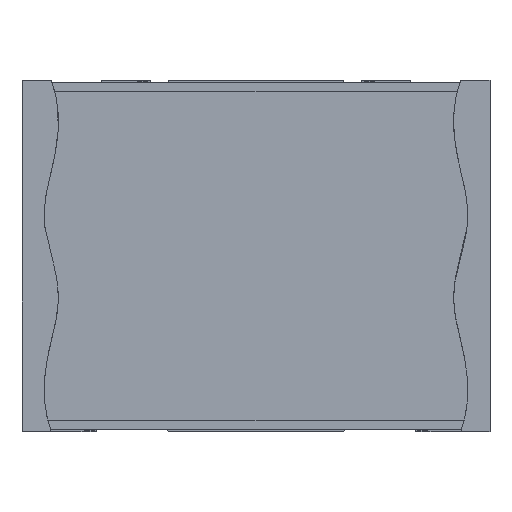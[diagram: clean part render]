
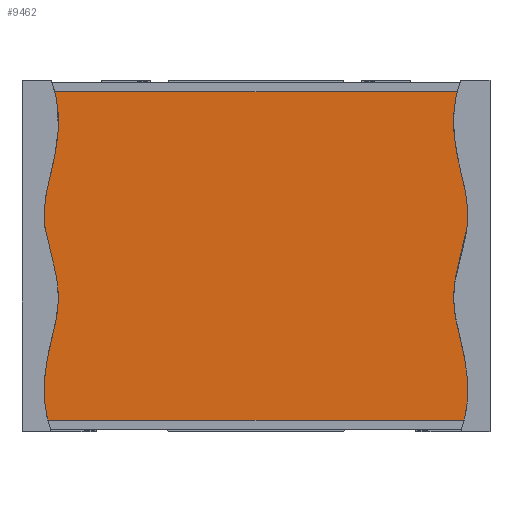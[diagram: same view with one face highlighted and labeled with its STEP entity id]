
A CAD part, top view. The second image highlights one B-rep face of the part: STEP entity #9462.
In plain terms, the highlighted planar face has unit normal (0, 0, 1).
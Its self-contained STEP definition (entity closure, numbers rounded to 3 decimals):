
#545=PLANE('',#10045);
#961=FACE_OUTER_BOUND('',#1484,.T.);
#1484=EDGE_LOOP('',(#7234,#7235,#7236,#7237));
#2251=LINE('',#14047,#3392);
#2252=LINE('',#14049,#3393);
#2253=LINE('',#14051,#3394);
#2254=LINE('',#14052,#3395);
#3392=VECTOR('',#11274,10.);
#3393=VECTOR('',#11275,10.);
#3394=VECTOR('',#11276,10.);
#3395=VECTOR('',#11277,10.);
#4502=VERTEX_POINT('',#14045);
#4503=VERTEX_POINT('',#14046);
#4504=VERTEX_POINT('',#14048);
#4505=VERTEX_POINT('',#14050);
#5523=EDGE_CURVE('',#4502,#4503,#2251,.T.);
#5524=EDGE_CURVE('',#4502,#4504,#2252,.F.);
#5525=EDGE_CURVE('',#4505,#4504,#2253,.T.);
#5526=EDGE_CURVE('',#4505,#4503,#2254,.T.);
#7234=ORIENTED_EDGE('',*,*,#5523,.F.);
#7235=ORIENTED_EDGE('',*,*,#5524,.T.);
#7236=ORIENTED_EDGE('',*,*,#5525,.F.);
#7237=ORIENTED_EDGE('',*,*,#5526,.T.);
#9462=ADVANCED_FACE('',(#961),#545,.F.);
#10045=AXIS2_PLACEMENT_3D('',#14044,#11272,#11273);
#11272=DIRECTION('center_axis',(0.,0.,-1.));
#11273=DIRECTION('ref_axis',(-1.,0.,0.));
#11274=DIRECTION('',(0.,-1.,0.));
#11275=DIRECTION('',(1.,0.,0.));
#11276=DIRECTION('',(0.,1.,0.));
#11277=DIRECTION('',(1.,0.,0.));
#14044=CARTESIAN_POINT('Origin',(361.,0.,54.5));
#14045=CARTESIAN_POINT('',(361.,281.,54.5));
#14046=CARTESIAN_POINT('',(361.,-281.,54.5));
#14047=CARTESIAN_POINT('',(361.,0.,54.5));
#14048=CARTESIAN_POINT('',(-361.,281.,54.5));
#14049=CARTESIAN_POINT('',(180.5,281.,54.5));
#14050=CARTESIAN_POINT('',(-361.,-281.,54.5));
#14051=CARTESIAN_POINT('',(-361.,0.,54.5));
#14052=CARTESIAN_POINT('',(180.5,-281.,54.5));
